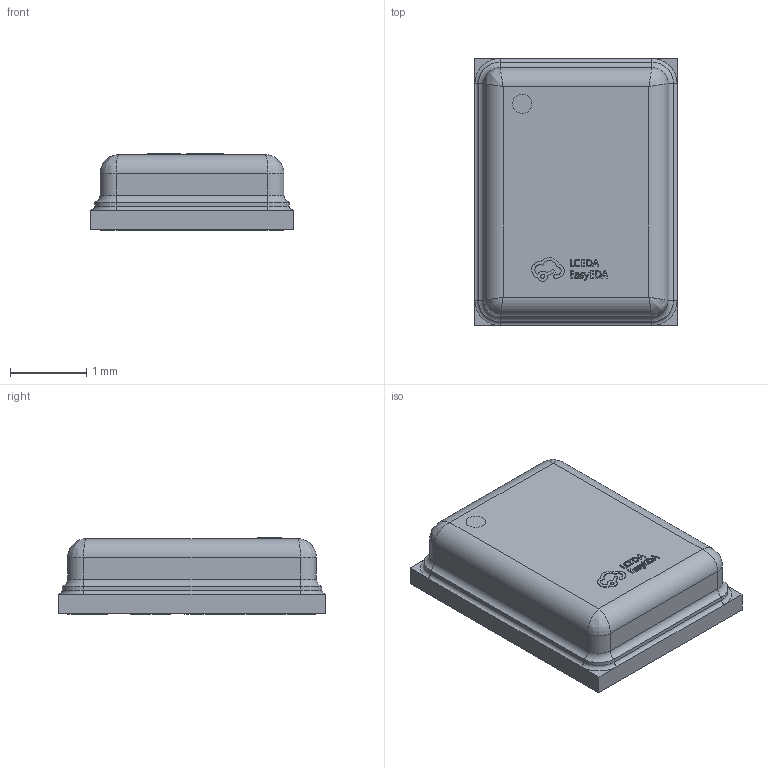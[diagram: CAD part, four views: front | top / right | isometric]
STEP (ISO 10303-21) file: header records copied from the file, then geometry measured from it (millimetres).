
FILE_DESCRIPTION (( 'STEP AP214' ), '1' );
FILE_NAME ('MIC-SMD_7P-L3.5-W2.7_MMICT5837-00-012.STEP', '2023-05-24T07:40:51', ( 'PC' ), ( 'Microsoft' ), 'SwSTEP 2.0', 'SolidWorks 2020', '' );
FILE_SCHEMA (( 'AUTOMOTIVE_DESIGN' ));
Length unit declared in the file: millimetre
Products named in the file (1): MIC-SMD_7P-L3.5-W2.7_MMICT5837-00-012
Bounding box: 2.65 x 3.5 x 1 mm (x, y, z)
Volume: 8 mm3; surface area: 28.7 mm2
Topology: 1 solids, 1 shells, 316 faces, 815 edges, 526 vertices
Faces by surface type: plane 178, bspline 102, cylinder 28, torus 8
Entity records: 13597 total; most frequent: CARTESIAN_POINT 3100, ORIENTED_EDGE 1622, DIRECTION 1085, EDGE_CURVE 811, VECTOR 551, LINE 551, VERTEX_POINT 526, EDGE_LOOP 345
